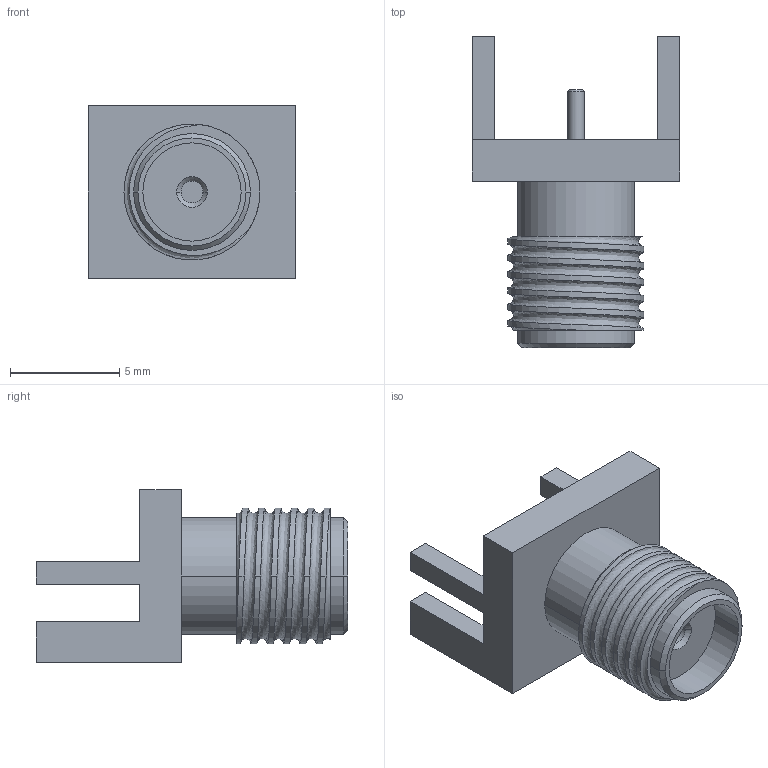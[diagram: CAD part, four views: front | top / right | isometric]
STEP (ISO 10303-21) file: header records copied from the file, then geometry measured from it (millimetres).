
FILE_DESCRIPTION (( 'STEP AP214' ), '1' );
FILE_NAME ('SMA-TH_SMA-KE-P902.step', '2022-07-15T04:40:48', ( '' ), ( '' ), 'SwSTEP 2.0', 'SolidWorks 2020', '' );
FILE_SCHEMA (( 'AUTOMOTIVE_DESIGN' ));
Length unit declared in the file: millimetre
Products named in the file (1): SMA-TH_SMA-KE-P902
Bounding box: 9.5 x 14.28 x 7.9 mm (x, y, z)
Volume: 334.6 mm3; surface area: 527 mm2
Topology: 14 solids, 14 shells, 351 faces, 920 edges, 612 vertices
Faces by surface type: plane 205, bspline 113, cylinder 25, cone 6, torus 2
Entity records: 17294 total; most frequent: CARTESIAN_POINT 5426, ORIENTED_EDGE 1838, DIRECTION 1179, EDGE_CURVE 919, LINE 627, VECTOR 627, VERTEX_POINT 610, EDGE_LOOP 377
